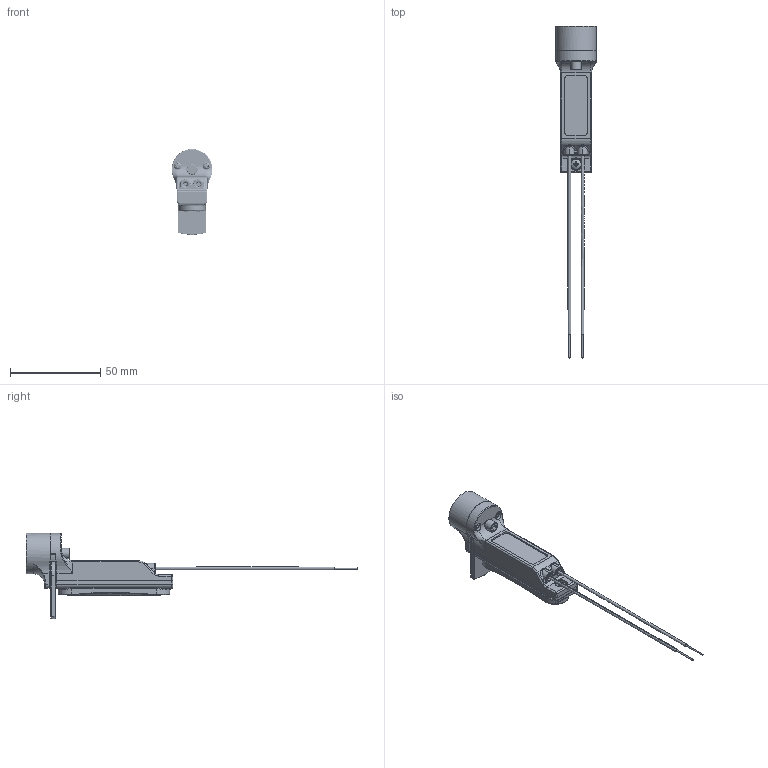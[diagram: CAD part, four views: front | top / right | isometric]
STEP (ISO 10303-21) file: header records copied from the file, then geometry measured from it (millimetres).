
FILE_DESCRIPTION(/* description */ ('E-CAM LOCK'),/* implementation_level */ '2;1');
FILE_NAME(/* name */ 'E905V1S.stp',/* time_stamp */ '2023-11-28T10:38:44-05:00',/* author */ ('dtinay'),/* organization */ ('Eberhard Manufacturing Company'),/* preprocessor_version */ 'ST-DEVELOPER v20',/* originating_system */ 'Autodesk Inventor 2024',/* authorisation */ '');
FILE_SCHEMA (('AUTOMOTIVE_DESIGN { 1 0 10303 214 3 1 1 }'));
Products named in the file (19): E905V1S; E905V1S-2; E904V1B-4; E904V1B-8; E904V1B-3; E904V1B-5; E904V1B-6; E904V1B-9; E904V1B-7; E904V1B-15; E904V1B-16; E904V1B-18; E904V1B-19; E905V1S-3; E905V1S-4; E905V1S-6; E905V1S-5; E905V1S-1; E905V1S-7
Assembly tree (19 placements, depth 2):
  E905V1S
    E905V1S-2
    E904V1B-4
    E904V1B-8
    E904V1B-3
    E904V1B-5
    E904V1B-6
    E904V1B-9
    E904V1B-7
    E904V1B-15
    E904V1B-16
    E904V1B-18
    E904V1B-19
    E905V1S-3
    E905V1S-4
    E905V1S-7  x2
    E905V1S-6
    E905V1S-5
    E905V1S-1
Bounding box: 22.58 x 183.99 x 47.53 mm (x, y, z)
Volume: 21394 mm3; surface area: 25842.8 mm2
Topology: 21 solids, 25 shells, 3135 faces, 8722 edges, 5719 vertices
Faces by surface type: cylinder 1635, plane 1167, bspline 138, torus 83, cone 57, sphere 55
Full cylindrical faces by diameter (mm): 0.76 x4, 0.78 x1, 0.8 x3, 0.9 x3, 1 x5, 1.1 x3, 1.2 x4, 1.4 x2, 1.45 x2, 1.48 x40, 1.5 x2, 1.524 x2, 1.549 x1, 1.6 x5, 1.617 x2, 2 x45, 2.35 x11, 2.362 x2, 2.4 x4, 2.406 x2, 2.459 x1, 3 x15, 3.152 x1, 3.175 x1, 3.3 x2, 3.404 x1, 4 x4, 4.362 x1, 4.366 x1, 4.406 x2
Entity records: 119390 total; most frequent: CARTESIAN_POINT 35046, DIRECTION 17445, ORIENTED_EDGE 16964, EDGE_CURVE 8482, AXIS2_PLACEMENT_3D 6495, VERTEX_POINT 5561, LINE 4455, VECTOR 4455
